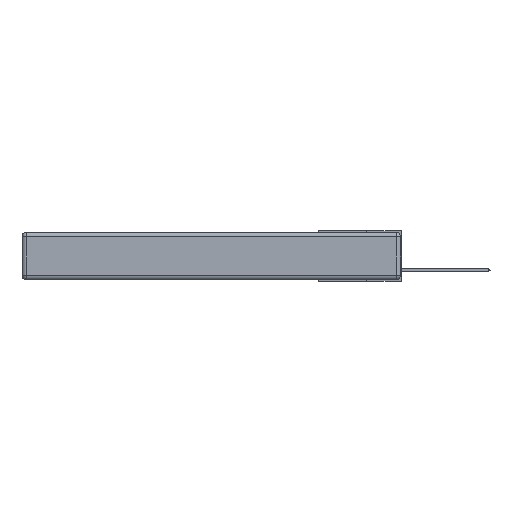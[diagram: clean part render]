
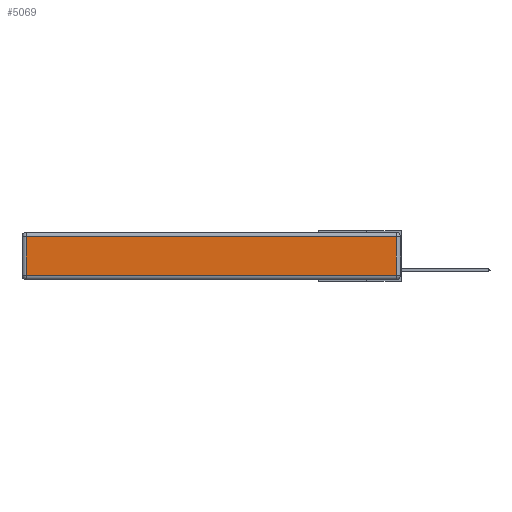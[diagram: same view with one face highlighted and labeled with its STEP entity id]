
A CAD part, left-side view. The second image highlights one B-rep face of the part: STEP entity #5069.
In plain terms, the highlighted planar face has unit normal (-1, 0, 0).
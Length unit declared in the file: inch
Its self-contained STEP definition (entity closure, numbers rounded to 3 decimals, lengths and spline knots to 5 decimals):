
#80 = LINE ( 'NONE', #10090, #18623 ) ;
#627 = EDGE_CURVE ( 'NONE', #19637, #9345, #20657, .T. ) ;
#2269 = ORIENTED_EDGE ( 'NONE', *, *, #22602, .T. ) ;
#2884 = DIRECTION ( 'NONE',  ( 0., -1., 0. ) ) ;
#2940 = ORIENTED_EDGE ( 'NONE', *, *, #627, .T. ) ;
#3036 = VECTOR ( 'NONE', #10138, 39.37008 ) ;
#3579 = VECTOR ( 'NONE', #2884, 39.37008 ) ;
#4184 = LINE ( 'NONE', #17122, #3036 ) ;
#5069 = ADVANCED_FACE ( 'NONE', ( #6153 ), #6539, .T. ) ;
#5218 = DIRECTION ( 'NONE',  ( 0., 1., 0. ) ) ;
#6153 = FACE_OUTER_BOUND ( 'NONE', #7986, .T. ) ;
#6256 = EDGE_CURVE ( 'NONE', #9345, #16022, #80, .T. ) ;
#6539 = PLANE ( 'NONE',  #15534 ) ;
#7986 = EDGE_LOOP ( 'NONE', ( #2940, #21379, #2269, #20476 ) ) ;
#9345 = VERTEX_POINT ( 'NONE', #10476 ) ;
#9982 = CARTESIAN_POINT ( 'NONE',  ( 0., 0., -0.313 ) ) ;
#10090 = CARTESIAN_POINT ( 'NONE',  ( 0., 0.03, -0.343 ) ) ;
#10138 = DIRECTION ( 'NONE',  ( 0., 0., -1. ) ) ;
#10442 = DIRECTION ( 'NONE',  ( 0., 0., 1. ) ) ;
#10476 = CARTESIAN_POINT ( 'NONE',  ( 0., 0.03, -0.313 ) ) ;
#10568 = CARTESIAN_POINT ( 'NONE',  ( 0., 2.75, -0.03 ) ) ;
#10664 = CARTESIAN_POINT ( 'NONE',  ( 0., 0.03, -0.03 ) ) ;
#13848 = DIRECTION ( 'NONE',  ( 0., 0., 1. ) ) ;
#14962 = CARTESIAN_POINT ( 'NONE',  ( 0., 2.72, -0.313 ) ) ;
#15534 = AXIS2_PLACEMENT_3D ( 'NONE', #19258, #17668, #10442 ) ;
#16022 = VERTEX_POINT ( 'NONE', #10664 ) ;
#17122 = CARTESIAN_POINT ( 'NONE',  ( 0., 2.72, -0.343 ) ) ;
#17279 = VECTOR ( 'NONE', #5218, 39.37008 ) ;
#17668 = DIRECTION ( 'NONE',  ( -1., 0., 0. ) ) ;
#17776 = VERTEX_POINT ( 'NONE', #23401 ) ;
#18554 = EDGE_CURVE ( 'NONE', #17776, #19637, #4184, .T. ) ;
#18623 = VECTOR ( 'NONE', #13848, 39.37008 ) ;
#19258 = CARTESIAN_POINT ( 'NONE',  ( 0., 0., -0.343 ) ) ;
#19637 = VERTEX_POINT ( 'NONE', #14962 ) ;
#20476 = ORIENTED_EDGE ( 'NONE', *, *, #18554, .T. ) ;
#20657 = LINE ( 'NONE', #9982, #3579 ) ;
#21379 = ORIENTED_EDGE ( 'NONE', *, *, #6256, .T. ) ;
#21838 = LINE ( 'NONE', #10568, #17279 ) ;
#22602 = EDGE_CURVE ( 'NONE', #16022, #17776, #21838, .T. ) ;
#23401 = CARTESIAN_POINT ( 'NONE',  ( 0., 2.72, -0.03 ) ) ;
